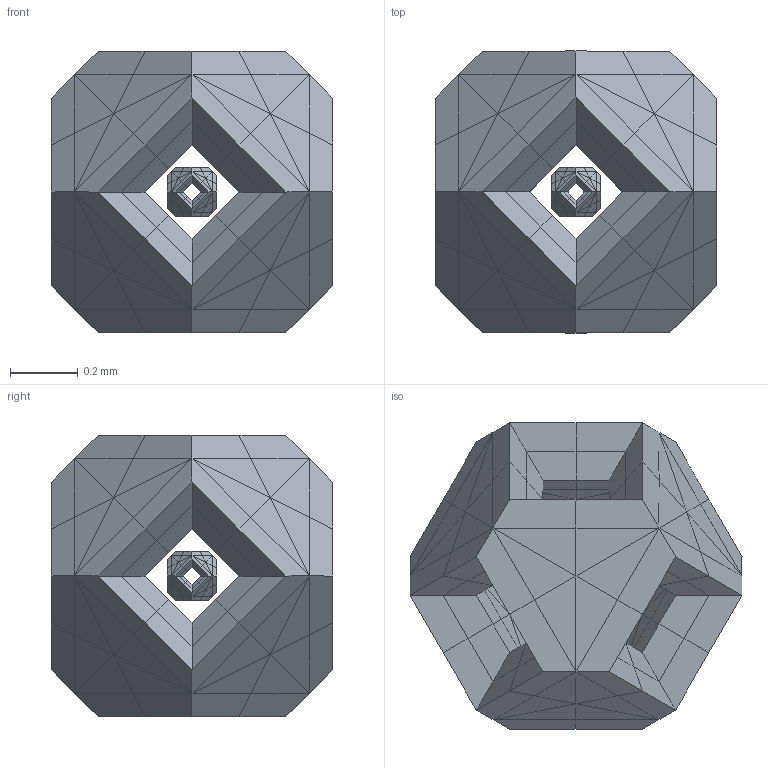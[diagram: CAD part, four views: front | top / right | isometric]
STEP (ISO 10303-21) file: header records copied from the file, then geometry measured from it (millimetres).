
FILE_DESCRIPTION (( 'STEP AP214' ), '1' );
FILE_NAME ('P?T?.T?PDL?.???????????N?????????????????????N?????????????????????8???????????????????????????????????????????8??????????????????????N?????????????????????N??????????.SLDPRT.STEP', '2023-04-03T16:08:32', ( ' ' ), ( '' ), 'SwSTEP 2.0', 'SolidWorks 2020', '' );
FILE_SCHEMA (( 'AUTOMOTIVE_DESIGN' ));
Length unit declared in the file: millimetre
Products named in the file (1): P?T?.T?PDL?.???????????N?????????????????????N?????????????????????8???????????????????????????????????????????8??????????????????????N?????????????????????N??????????.SLDPRT
Bounding box: 0.83 x 0.83 x 0.83 mm (x, y, z)
Volume: 0.2 mm3; surface area: 3.8 mm2
Topology: 2 solids, 2 shells, 576 faces, 1056 edges, 464 vertices
Faces by surface type: bspline 384, plane 192
Entity records: 18371 total; most frequent: CARTESIAN_POINT 10197, ORIENTED_EDGE 2112, EDGE_CURVE 1056, B_SPLINE_CURVE_WITH_KNOTS 780, DIRECTION 662, ADVANCED_FACE 576, EDGE_LOOP 576, FACE_OUTER_BOUND 576
